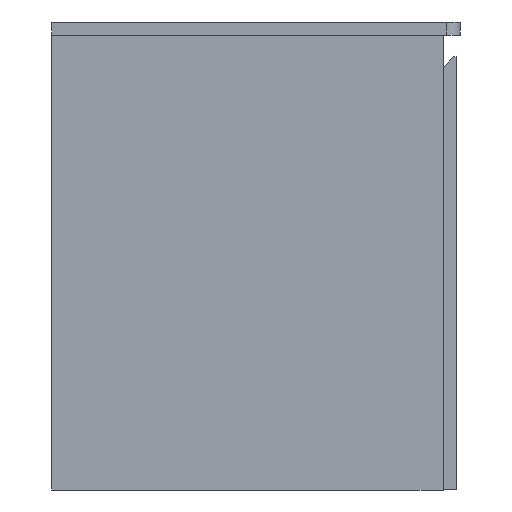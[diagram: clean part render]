
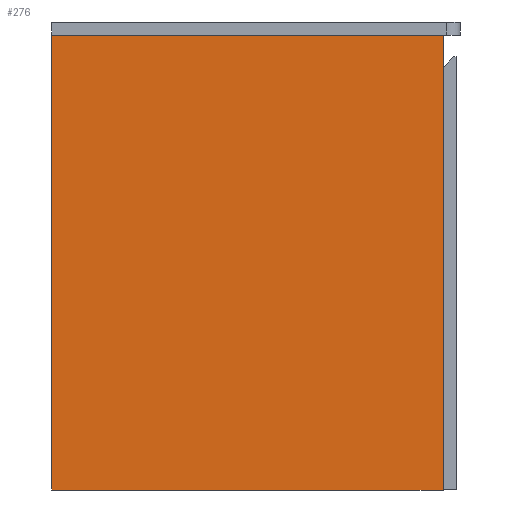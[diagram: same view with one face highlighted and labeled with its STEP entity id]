
A CAD part, left-side view. The second image highlights one B-rep face of the part: STEP entity #276.
In plain terms, the highlighted planar face has unit normal (-1, 0, 0).
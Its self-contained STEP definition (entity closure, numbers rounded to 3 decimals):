
#276=ADVANCED_FACE('',(#599),#4894,.T.);
#599=FACE_OUTER_BOUND('',#938,.T.);
#938=EDGE_LOOP('',(#1790,#1791,#1792,#1793));
#1790=ORIENTED_EDGE('',*,*,#2996,.T.);
#1791=ORIENTED_EDGE('',*,*,#2997,.T.);
#1792=ORIENTED_EDGE('',*,*,#2998,.T.);
#1793=ORIENTED_EDGE('',*,*,#2999,.T.);
#2996=EDGE_CURVE('',#4414,#4415,#3908,.T.);
#2997=EDGE_CURVE('',#4415,#4416,#3909,.T.);
#2998=EDGE_CURVE('',#4416,#4417,#3910,.T.);
#2999=EDGE_CURVE('',#4417,#4414,#3911,.T.);
#3908=B_SPLINE_CURVE_WITH_KNOTS('',1,(#7044,#7045),.UNSPECIFIED.,.F.,.F.,
(2,2),(0.,450.),.UNSPECIFIED.);
#3909=B_SPLINE_CURVE_WITH_KNOTS('',1,(#7046,#7047),.UNSPECIFIED.,.F.,.F.,
(2,2),(0.,523.),.UNSPECIFIED.);
#3910=B_SPLINE_CURVE_WITH_KNOTS('',1,(#7048,#7049),.UNSPECIFIED.,.F.,.F.,
(2,2),(-450.,0.),.UNSPECIFIED.);
#3911=B_SPLINE_CURVE_WITH_KNOTS('',1,(#7050,#7051),.UNSPECIFIED.,.F.,.F.,
(2,2),(-523.,0.),.UNSPECIFIED.);
#4414=VERTEX_POINT('',#6922);
#4415=VERTEX_POINT('',#6923);
#4416=VERTEX_POINT('',#6924);
#4417=VERTEX_POINT('',#6925);
#4894=PLANE('',#5210);
#5210=AXIS2_PLACEMENT_3D('',#6902,#5499,$);
#5499=DIRECTION('',(-1.,0.,0.));
#6902=CARTESIAN_POINT('',(-287.5,0.01,-13.99));
#6922=CARTESIAN_POINT('',(-287.5,-450.,-14.));
#6923=CARTESIAN_POINT('',(-287.5,0.,-14.));
#6924=CARTESIAN_POINT('',(-287.5,0.,-537.));
#6925=CARTESIAN_POINT('',(-287.5,-450.,-537.));
#7044=CARTESIAN_POINT('',(-287.5,-450.,-14.));
#7045=CARTESIAN_POINT('',(-287.5,0.,-14.));
#7046=CARTESIAN_POINT('',(-287.5,0.,-14.));
#7047=CARTESIAN_POINT('',(-287.5,0.,-537.));
#7048=CARTESIAN_POINT('',(-287.5,0.,-537.));
#7049=CARTESIAN_POINT('',(-287.5,-450.,-537.));
#7050=CARTESIAN_POINT('',(-287.5,-450.,-537.));
#7051=CARTESIAN_POINT('',(-287.5,-450.,-14.));
